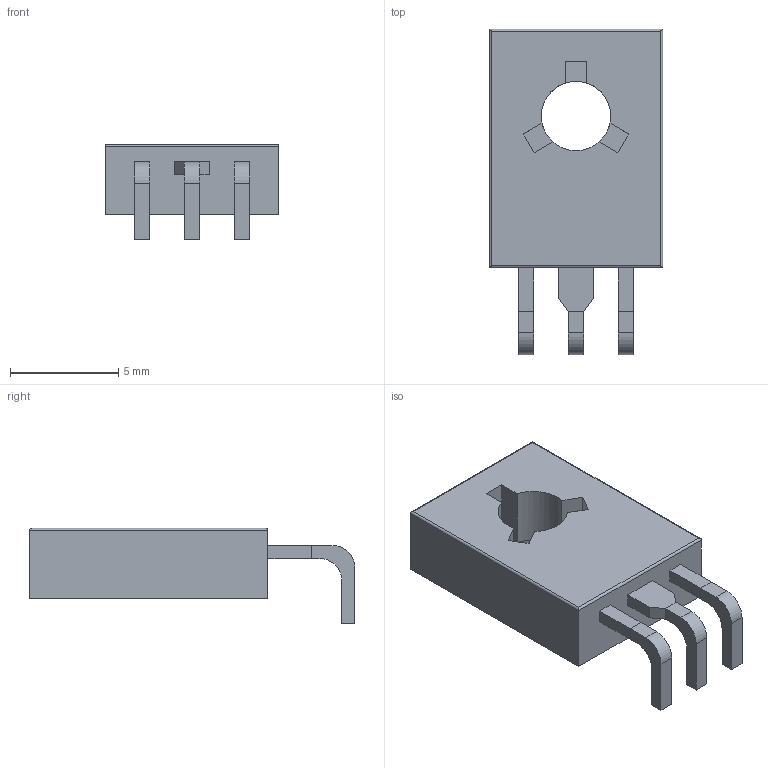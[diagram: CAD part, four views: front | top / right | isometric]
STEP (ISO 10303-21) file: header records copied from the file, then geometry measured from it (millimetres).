
FILE_DESCRIPTION(('STEP AP242'), '1');
FILE_NAME('TO-126_lie', '', ('UNSPECIFIED'), ('UNSPECIFIED'), 'C3D Converter', 'C3D Toolkit', '');
FILE_SCHEMA(('AP242_MANAGED_MODEL_BASED_3D_ENGINEERING_MIM_LF { 1 0 10303 442 1 1 4 }'));
Length unit declared in the file: millimetre
Products named in the file (3): TO-126
Assembly tree (2 placements, depth 2):
  (unnamed)
    TO-126
    (unnamed)
Bounding box: 8 x 15 x 4.4 mm (x, y, z)
Volume: 261.7 mm3; surface area: 388.8 mm2
Topology: 4 solids, 4 shells, 74 faces, 180 edges, 118 vertices
Faces by surface type: plane 60, cylinder 14
Full cylindrical faces by diameter (mm): 3.2 x1
Entity records: 2650 total; most frequent: CARTESIAN_POINT 386, ORIENTED_EDGE 358, DIRECTION 352, EDGE_CURVE 179, LINE 152, VECTOR 152, VERTEX_POINT 118, AXIS2_PLACEMENT_3D 100
